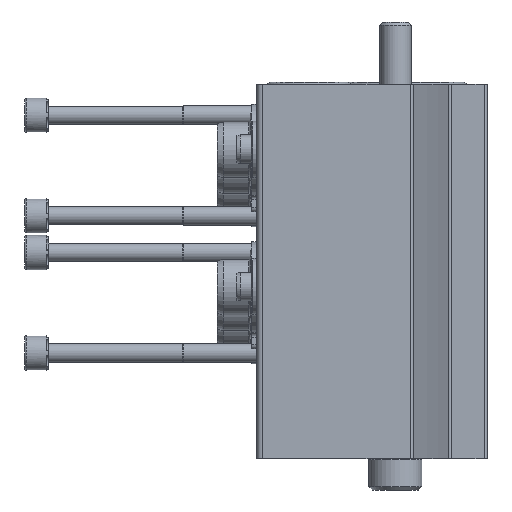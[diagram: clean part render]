
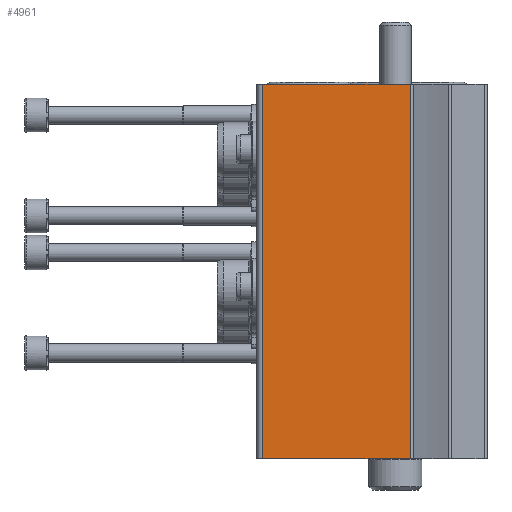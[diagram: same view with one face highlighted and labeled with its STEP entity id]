
A CAD part, left-side view. The second image highlights one B-rep face of the part: STEP entity #4961.
In plain terms, the highlighted planar face has unit normal (-1, 0, 0).
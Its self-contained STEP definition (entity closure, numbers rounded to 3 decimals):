
#175=PLANE('',#5384);
#665=ORIENTED_EDGE('',*,*,#1989,.F.);
#666=ORIENTED_EDGE('',*,*,#1988,.F.);
#667=ORIENTED_EDGE('',*,*,#1990,.T.);
#668=ORIENTED_EDGE('',*,*,#1991,.T.);
#1988=EDGE_CURVE('',#2650,#2648,#3115,.T.);
#1989=EDGE_CURVE('',#2648,#2651,#3116,.T.);
#1990=EDGE_CURVE('',#2650,#2652,#3117,.T.);
#1991=EDGE_CURVE('',#2652,#2651,#3118,.T.);
#2648=VERTEX_POINT('',#7766);
#2650=VERTEX_POINT('',#7770);
#2651=VERTEX_POINT('',#7774);
#2652=VERTEX_POINT('',#7776);
#3115=LINE('',#7771,#3490);
#3116=LINE('',#7773,#3491);
#3117=LINE('',#7775,#3492);
#3118=LINE('',#7777,#3493);
#3490=VECTOR('',#6023,1000.);
#3491=VECTOR('',#6026,1000.);
#3492=VECTOR('',#6027,1000.);
#3493=VECTOR('',#6028,1000.);
#3877=EDGE_LOOP('',(#665,#666,#667,#668));
#4376=FACE_BOUND('',#3877,.T.);
#4961=ADVANCED_FACE('',(#4376),#175,.T.);
#5384=AXIS2_PLACEMENT_3D('',#7772,#6024,#6025);
#6023=DIRECTION('',(0.,0.,1.));
#6024=DIRECTION('',(-1.,0.,0.));
#6025=DIRECTION('',(0.,0.,1.));
#6026=DIRECTION('',(0.,-1.,0.));
#6027=DIRECTION('',(0.,-1.,0.));
#6028=DIRECTION('',(0.,0.,1.));
#7766=CARTESIAN_POINT('',(-55.,36.,0.));
#7770=CARTESIAN_POINT('',(-55.,36.,-60.));
#7771=CARTESIAN_POINT('',(-55.,36.,-60.));
#7772=CARTESIAN_POINT('',(-55.,36.,-60.));
#7773=CARTESIAN_POINT('',(-55.,36.,0.));
#7774=CARTESIAN_POINT('',(-55.,12.341,0.));
#7775=CARTESIAN_POINT('',(-55.,36.,-60.));
#7776=CARTESIAN_POINT('',(-55.,12.341,-60.));
#7777=CARTESIAN_POINT('',(-55.,12.341,-60.));
